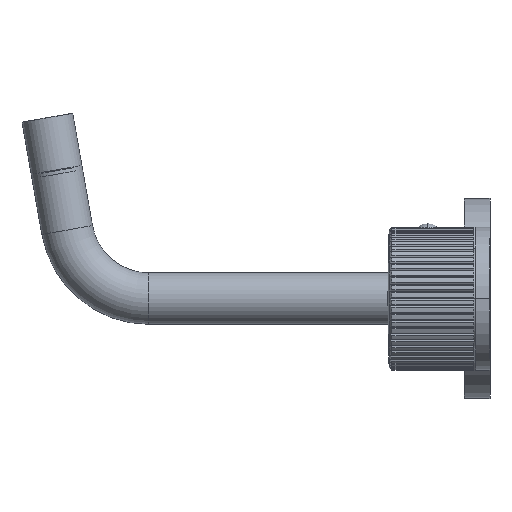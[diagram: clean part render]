
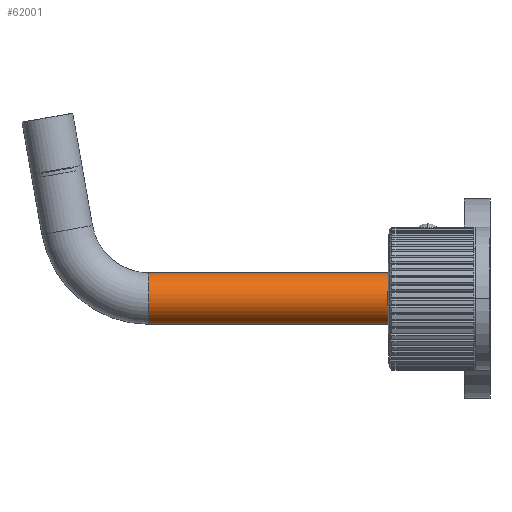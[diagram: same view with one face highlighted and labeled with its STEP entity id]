
A CAD part, left-side view. The second image highlights one B-rep face of the part: STEP entity #62001.
In plain terms, the highlighted cylindrical face has radius 9 mm (diameter 18 mm), a partial arc.
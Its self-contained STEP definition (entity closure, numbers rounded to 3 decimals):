
#53749=CARTESIAN_POINT('',(0.,179.231,0.));
#53750=DIRECTION('',(0.,1.,0.));
#53751=DIRECTION('',(0.,0.,-1.));
#53752=AXIS2_PLACEMENT_3D('',#53749,#53750,#53751);
#53759=CARTESIAN_POINT('',(0.,60.,0.));
#53760=DIRECTION('',(0.,1.,0.));
#53761=DIRECTION('',(0.,0.,-1.));
#53762=AXIS2_PLACEMENT_3D('',#53759,#53760,#53761);
#53764=DIRECTION('',(0.,1.,0.));
#53765=VECTOR('',#53764,119.231);
#53766=CARTESIAN_POINT('',(0.,60.,-9.));
#53767=LINE('',#53766,#53765);
#53773=DIRECTION('',(0.,1.,0.));
#53774=VECTOR('',#53773,119.231);
#53775=CARTESIAN_POINT('',(0.,60.,9.));
#53776=LINE('',#53775,#53774);
#59925=CARTESIAN_POINT('',(0.,179.231,9.));
#59926=CARTESIAN_POINT('',(0.,179.231,-9.));
#59927=VERTEX_POINT('',#59925);
#59928=VERTEX_POINT('',#59926);
#59941=CARTESIAN_POINT('',(0.,60.,9.));
#59942=CARTESIAN_POINT('',(0.,60.,-9.));
#59943=VERTEX_POINT('',#59941);
#59944=VERTEX_POINT('',#59942);
#61987=CARTESIAN_POINT('',(0.,36.5,0.));
#61988=DIRECTION('',(0.,1.,0.));
#61989=DIRECTION('',(0.,0.,1.));
#61990=AXIS2_PLACEMENT_3D('',#61987,#61988,#61989);
#61991=CYLINDRICAL_SURFACE('',#61990,9.);
#61993=ORIENTED_EDGE('',*,*,#61992,.F.);
#61995=ORIENTED_EDGE('',*,*,#61994,.T.);
#61996=ORIENTED_EDGE('',*,*,#61970,.T.);
#61998=ORIENTED_EDGE('',*,*,#61997,.F.);
#61999=EDGE_LOOP('',(#61993,#61995,#61996,#61998));
#62000=FACE_OUTER_BOUND('',#61999,.F.);
#62001=ADVANCED_FACE('',(#62000),#61991,.T.);
#53753=CIRCLE('',#53752,9.);
#53763=CIRCLE('',#53762,9.);
#61970=EDGE_CURVE('',#59928,#59927,#53753,.T.);
#61992=EDGE_CURVE('',#59944,#59943,#53763,.T.);
#61994=EDGE_CURVE('',#59944,#59928,#53767,.T.);
#61997=EDGE_CURVE('',#59943,#59927,#53776,.T.);
